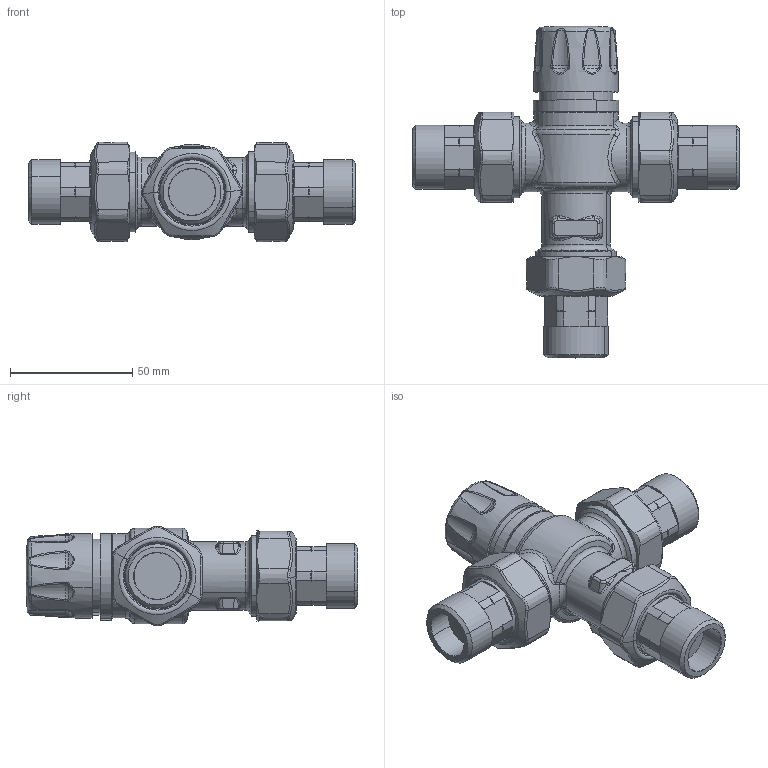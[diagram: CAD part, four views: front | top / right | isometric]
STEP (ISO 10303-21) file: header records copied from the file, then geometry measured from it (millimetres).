
FILE_DESCRIPTION(('CATIA V5 STEP Exchange'),'2;1');
FILE_NAME('STEP_521915_-_TST.stp','2017-07-19T07:43:41+00:00',('none'),('none'),'CATIA Version 5-6 Release 2014 SP5','CATIA V5 STEP AP203','none');
FILE_SCHEMA(('CONFIG_CONTROL_DESIGN'));
Length unit declared in the file: millimetre
Products named in the file (1): 521915 - TST
Bounding box: 133.5 x 135.67 x 40.67 mm (x, y, z)
Volume: 175367 mm3; surface area: 34902.4 mm2
Topology: 1 solids, 7 shells, 676 faces, 1678 edges, 1020 vertices
Faces by surface type: bspline 170, cylinder 154, cone 152, plane 126, torus 60, sphere 12, revolution 2
Entity records: 30293 total; most frequent: CARTESIAN_POINT 17473, ORIENTED_EDGE 3324, EDGE_CURVE 1662, DIRECTION 1425, VERTEX_POINT 1020, B_SPLINE_CURVE_WITH_KNOTS 793, AXIS2_PLACEMENT_3D 746, EDGE_LOOP 696
